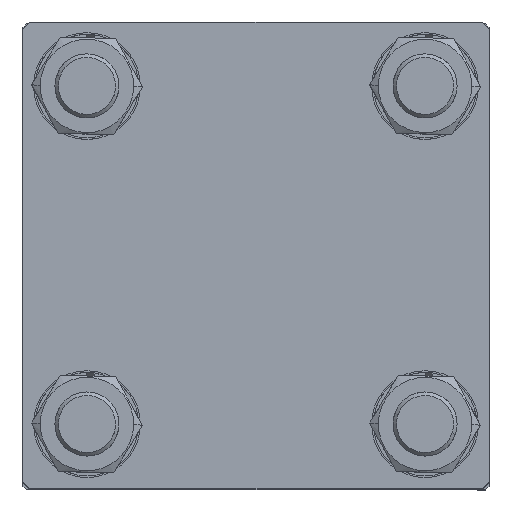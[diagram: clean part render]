
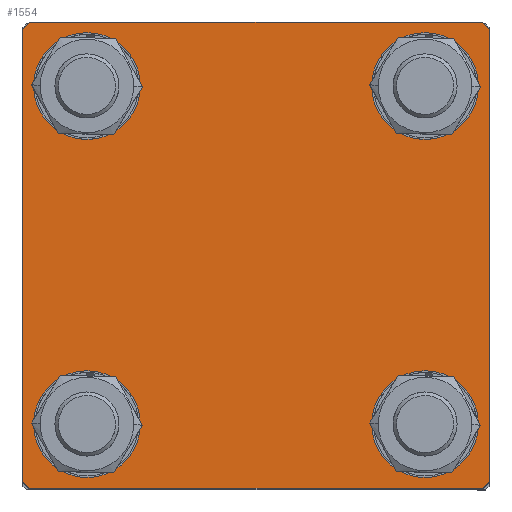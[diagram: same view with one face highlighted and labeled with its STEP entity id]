
A CAD part, top view. The second image highlights one B-rep face of the part: STEP entity #1554.
In plain terms, the highlighted face is planar.
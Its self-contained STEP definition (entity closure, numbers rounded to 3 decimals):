
#143 = DIRECTION ( 'NONE',  ( 0., 0., -1. ) ) ;
#145 = PLANE ( 'NONE',  #7319 ) ;
#147 = CARTESIAN_POINT ( 'NONE',  ( 0., 0., 0. ) ) ;
#149 = DIRECTION ( 'NONE',  ( -1., 0., 0. ) ) ;
#201 = VECTOR ( 'NONE', #2751, 1000. ) ;
#216 = LINE ( 'NONE', #2750, #201 ) ;
#924 = AXIS2_PLACEMENT_3D ( 'NONE', #5568, #5569, #5570 ) ;
#969 = AXIS2_PLACEMENT_3D ( 'NONE', #5574, #5575, #5576 ) ;
#1014 = AXIS2_PLACEMENT_3D ( 'NONE', #5644, #5645, #5646 ) ;
#1029 = AXIS2_PLACEMENT_3D ( 'NONE', #5651, #5652, #5653 ) ;
#1554 = ADVANCED_FACE ( 'NONE', ( #4759, #4750, #4753, #4751, #4748 ), #145, .T. ) ;
#1891 = CARTESIAN_POINT ( 'NONE',  ( -63.5, -65.5, 0. ) ) ;
#1925 = CARTESIAN_POINT ( 'NONE',  ( 57., 47.5, 0. ) ) ;
#1967 = CARTESIAN_POINT ( 'NONE',  ( 57., -47.5, 0. ) ) ;
#2750 = CARTESIAN_POINT ( 'NONE',  ( -65.5, 65.5, 0. ) ) ;
#2751 = DIRECTION ( 'NONE',  ( -1., 0., 0. ) ) ;
#2773 = CARTESIAN_POINT ( 'NONE',  ( -65.5, -63.5, 0. ) ) ;
#2790 = CARTESIAN_POINT ( 'NONE',  ( -57., -47.5, 0. ) ) ;
#2793 = CARTESIAN_POINT ( 'NONE',  ( 63.5, 65.5, 0. ) ) ;
#2800 = CARTESIAN_POINT ( 'NONE',  ( -65.5, 63.5, 0. ) ) ;
#2816 = CARTESIAN_POINT ( 'NONE',  ( -63.5, 65.5, 0. ) ) ;
#2817 = CARTESIAN_POINT ( 'NONE',  ( -38., 47.5, 0. ) ) ;
#2820 = CARTESIAN_POINT ( 'NONE',  ( -38., -47.5, 0. ) ) ;
#2847 = CARTESIAN_POINT ( 'NONE',  ( 38., 47.5, 0. ) ) ;
#2868 = CARTESIAN_POINT ( 'NONE',  ( 38., -47.5, 0. ) ) ;
#2876 = CARTESIAN_POINT ( 'NONE',  ( 65.5, -63.5, 0. ) ) ;
#2915 = CARTESIAN_POINT ( 'NONE',  ( -57., 47.5, 0. ) ) ;
#2929 = CARTESIAN_POINT ( 'NONE',  ( 65.5, 63.5, 0. ) ) ;
#2934 = CARTESIAN_POINT ( 'NONE',  ( 63.5, -65.5, 0. ) ) ;
#3299 = CARTESIAN_POINT ( 'NONE',  ( 65.5, -65.5, 0. ) ) ;
#3308 = DIRECTION ( 'NONE',  ( 0., 1., 0. ) ) ;
#3327 = DIRECTION ( 'NONE',  ( -0.707, 0.707, 0. ) ) ;
#3332 = CARTESIAN_POINT ( 'NONE',  ( -64.5, -64.5, 0. ) ) ;
#3409 = CARTESIAN_POINT ( 'NONE',  ( -47.5, -47.5, 0. ) ) ;
#3410 = DIRECTION ( 'NONE',  ( 0., 0., -1. ) ) ;
#3411 = DIRECTION ( 'NONE',  ( -1., 0., 0. ) ) ;
#3414 = CARTESIAN_POINT ( 'NONE',  ( 47.5, -47.5, 0. ) ) ;
#3415 = DIRECTION ( 'NONE',  ( 0., 0., -1. ) ) ;
#3416 = DIRECTION ( 'NONE',  ( -1., 0., 0. ) ) ;
#4025 = VECTOR ( 'NONE', #5648, 1000. ) ;
#4026 = CIRCLE ( 'NONE', #1029, 9.5 ) ;
#4027 = VECTOR ( 'NONE', #5640, 1000. ) ;
#4028 = LINE ( 'NONE', #5647, #4025 ) ;
#4029 = LINE ( 'NONE', #5639, #4027 ) ;
#4031 = CIRCLE ( 'NONE', #1014, 9.5 ) ;
#4051 = VECTOR ( 'NONE', #5620, 1000. ) ;
#4054 = LINE ( 'NONE', #5619, #4051 ) ;
#4083 = VECTOR ( 'NONE', #5588, 1000. ) ;
#4086 = LINE ( 'NONE', #5587, #4083 ) ;
#4089 = CIRCLE ( 'NONE', #8212, 9.5 ) ;
#4092 = VECTOR ( 'NONE', #5571, 1000. ) ;
#4095 = CIRCLE ( 'NONE', #969, 9.5 ) ;
#4097 = LINE ( 'NONE', #5566, #4092 ) ;
#4100 = CIRCLE ( 'NONE', #924, 9.5 ) ;
#4148 = CIRCLE ( 'NONE', #6197, 9.5 ) ;
#4156 = CIRCLE ( 'NONE', #6196, 9.5 ) ;
#4189 = VECTOR ( 'NONE', #3327, 1000. ) ;
#4193 = LINE ( 'NONE', #3332, #4189 ) ;
#4196 = VECTOR ( 'NONE', #3308, 1000. ) ;
#4198 = LINE ( 'NONE', #3299, #4196 ) ;
#4311 = CIRCLE ( 'NONE', #6232, 9.5 ) ;
#4748 = FACE_OUTER_BOUND ( 'NONE', #6584, .T. ) ;
#4750 = FACE_BOUND ( 'NONE', #7878, .T. ) ;
#4751 = FACE_BOUND ( 'NONE', #6624, .T. ) ;
#4753 = FACE_BOUND ( 'NONE', #6729, .T. ) ;
#4759 = FACE_BOUND ( 'NONE', #7909, .T. ) ;
#5134 = CARTESIAN_POINT ( 'NONE',  ( -47.5, 47.5, 0. ) ) ;
#5135 = DIRECTION ( 'NONE',  ( 0., 0., -1. ) ) ;
#5136 = DIRECTION ( 'NONE',  ( -1., 0., 0. ) ) ;
#5566 = CARTESIAN_POINT ( 'NONE',  ( -65.5, -65.5, 0. ) ) ;
#5568 = CARTESIAN_POINT ( 'NONE',  ( 47.5, 47.5, 0. ) ) ;
#5569 = DIRECTION ( 'NONE',  ( 0., 0., -1. ) ) ;
#5570 = DIRECTION ( 'NONE',  ( -1., 0., 0. ) ) ;
#5571 = DIRECTION ( 'NONE',  ( 0., -1., 0. ) ) ;
#5574 = CARTESIAN_POINT ( 'NONE',  ( 47.5, 47.5, 0. ) ) ;
#5575 = DIRECTION ( 'NONE',  ( 0., 0., -1. ) ) ;
#5576 = DIRECTION ( 'NONE',  ( -1., 0., 0. ) ) ;
#5579 = CARTESIAN_POINT ( 'NONE',  ( 47.5, -47.5, 0. ) ) ;
#5580 = DIRECTION ( 'NONE',  ( 0., 0., -1. ) ) ;
#5581 = DIRECTION ( 'NONE',  ( -1., 0., 0. ) ) ;
#5587 = CARTESIAN_POINT ( 'NONE',  ( 64.5, 64.5, 0. ) ) ;
#5588 = DIRECTION ( 'NONE',  ( 0.707, -0.707, 0. ) ) ;
#5619 = CARTESIAN_POINT ( 'NONE',  ( -64.5, 64.5, 0. ) ) ;
#5620 = DIRECTION ( 'NONE',  ( 0.707, 0.707, 0. ) ) ;
#5639 = CARTESIAN_POINT ( 'NONE',  ( -65.5, -65.5, 0. ) ) ;
#5640 = DIRECTION ( 'NONE',  ( 1., 0., 0. ) ) ;
#5644 = CARTESIAN_POINT ( 'NONE',  ( -47.5, 47.5, 0. ) ) ;
#5645 = DIRECTION ( 'NONE',  ( 0., 0., -1. ) ) ;
#5646 = DIRECTION ( 'NONE',  ( -1., 0., 0. ) ) ;
#5647 = CARTESIAN_POINT ( 'NONE',  ( 64.5, -64.5, 0. ) ) ;
#5648 = DIRECTION ( 'NONE',  ( -0.707, -0.707, 0. ) ) ;
#5651 = CARTESIAN_POINT ( 'NONE',  ( -47.5, -47.5, 0. ) ) ;
#5652 = DIRECTION ( 'NONE',  ( 0., 0., -1. ) ) ;
#5653 = DIRECTION ( 'NONE',  ( -1., 0., 0. ) ) ;
#5982 = EDGE_CURVE ( 'NONE', #6323, #6421, #4311, .T. ) ;
#6035 = EDGE_CURVE ( 'NONE', #6382, #6435, #4198, .T. ) ;
#6041 = EDGE_CURVE ( 'NONE', #6470, #6279, #4193, .T. ) ;
#6062 = EDGE_CURVE ( 'NONE', #6296, #6326, #4148, .T. ) ;
#6063 = EDGE_CURVE ( 'NONE', #6374, #6795, #4156, .T. ) ;
#6096 = EDGE_CURVE ( 'NONE', #6598, #6353, #4100, .T. ) ;
#6098 = EDGE_CURVE ( 'NONE', #6306, #6279, #4097, .T. ) ;
#6100 = EDGE_CURVE ( 'NONE', #6353, #6598, #4095, .T. ) ;
#6101 = EDGE_CURVE ( 'NONE', #6795, #6374, #4089, .T. ) ;
#6104 = EDGE_CURVE ( 'NONE', #6299, #6435, #4086, .T. ) ;
#6120 = EDGE_CURVE ( 'NONE', #6306, #6322, #4054, .T. ) ;
#6129 = EDGE_CURVE ( 'NONE', #6421, #6323, #4031, .T. ) ;
#6130 = EDGE_CURVE ( 'NONE', #6470, #6440, #4029, .T. ) ;
#6131 = EDGE_CURVE ( 'NONE', #6382, #6440, #4028, .T. ) ;
#6132 = EDGE_CURVE ( 'NONE', #6326, #6296, #4026, .T. ) ;
#6185 = EDGE_CURVE ( 'NONE', #6299, #6322, #216, .T. ) ;
#6196 = AXIS2_PLACEMENT_3D ( 'NONE', #3414, #3415, #3416 ) ;
#6197 = AXIS2_PLACEMENT_3D ( 'NONE', #3409, #3410, #3411 ) ;
#6232 = AXIS2_PLACEMENT_3D ( 'NONE', #5134, #5135, #5136 ) ;
#6279 = VERTEX_POINT ( 'NONE', #2773 ) ;
#6296 = VERTEX_POINT ( 'NONE', #2790 ) ;
#6299 = VERTEX_POINT ( 'NONE', #2793 ) ;
#6306 = VERTEX_POINT ( 'NONE', #2800 ) ;
#6322 = VERTEX_POINT ( 'NONE', #2816 ) ;
#6323 = VERTEX_POINT ( 'NONE', #2817 ) ;
#6326 = VERTEX_POINT ( 'NONE', #2820 ) ;
#6353 = VERTEX_POINT ( 'NONE', #2847 ) ;
#6374 = VERTEX_POINT ( 'NONE', #2868 ) ;
#6382 = VERTEX_POINT ( 'NONE', #2876 ) ;
#6421 = VERTEX_POINT ( 'NONE', #2915 ) ;
#6435 = VERTEX_POINT ( 'NONE', #2929 ) ;
#6440 = VERTEX_POINT ( 'NONE', #2934 ) ;
#6470 = VERTEX_POINT ( 'NONE', #1891 ) ;
#6584 = EDGE_LOOP ( 'NONE', ( #7765, #7764, #7786, #7787, #7788, #7789, #7790, #7791 ) ) ;
#6598 = VERTEX_POINT ( 'NONE', #1925 ) ;
#6624 = EDGE_LOOP ( 'NONE', ( #7782, #7783 ) ) ;
#6729 = EDGE_LOOP ( 'NONE', ( #7780, #7781 ) ) ;
#6795 = VERTEX_POINT ( 'NONE', #1967 ) ;
#7319 = AXIS2_PLACEMENT_3D ( 'NONE', #147, #143, #149 ) ;
#7764 = ORIENTED_EDGE ( 'NONE', *, *, #6131, .T. ) ;
#7765 = ORIENTED_EDGE ( 'NONE', *, *, #6035, .F. ) ;
#7778 = ORIENTED_EDGE ( 'NONE', *, *, #6063, .F. ) ;
#7779 = ORIENTED_EDGE ( 'NONE', *, *, #6101, .F. ) ;
#7780 = ORIENTED_EDGE ( 'NONE', *, *, #6062, .F. ) ;
#7781 = ORIENTED_EDGE ( 'NONE', *, *, #6132, .F. ) ;
#7782 = ORIENTED_EDGE ( 'NONE', *, *, #6129, .F. ) ;
#7783 = ORIENTED_EDGE ( 'NONE', *, *, #5982, .F. ) ;
#7786 = ORIENTED_EDGE ( 'NONE', *, *, #6130, .F. ) ;
#7787 = ORIENTED_EDGE ( 'NONE', *, *, #6041, .T. ) ;
#7788 = ORIENTED_EDGE ( 'NONE', *, *, #6098, .F. ) ;
#7789 = ORIENTED_EDGE ( 'NONE', *, *, #6120, .T. ) ;
#7790 = ORIENTED_EDGE ( 'NONE', *, *, #6185, .F. ) ;
#7791 = ORIENTED_EDGE ( 'NONE', *, *, #6104, .T. ) ;
#7792 = ORIENTED_EDGE ( 'NONE', *, *, #6100, .F. ) ;
#7793 = ORIENTED_EDGE ( 'NONE', *, *, #6096, .F. ) ;
#7878 = EDGE_LOOP ( 'NONE', ( #7778, #7779 ) ) ;
#7909 = EDGE_LOOP ( 'NONE', ( #7792, #7793 ) ) ;
#8212 = AXIS2_PLACEMENT_3D ( 'NONE', #5579, #5580, #5581 ) ;
